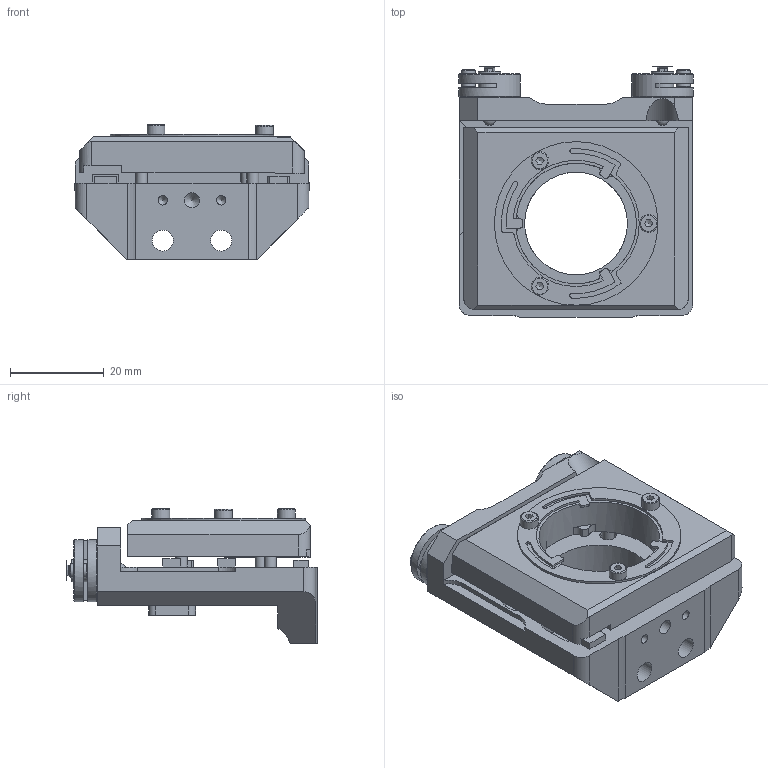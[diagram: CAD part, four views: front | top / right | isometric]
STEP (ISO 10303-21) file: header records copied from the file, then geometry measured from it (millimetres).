
FILE_DESCRIPTION(/* description */ (''),/* implementation_level */ '2;1');
FILE_NAME(/* name */ 'VSD2254 CAD.stp',/* time_stamp */ '2023-05-10T00:27:37+03:00',/* author */ ('vytau'),/* organization */ (''),/* preprocessor_version */ 'ST-DEVELOPER v18',/* originating_system */ 'Autodesk Inventor 2020',/* authorisation */ '');
FILE_SCHEMA (('CONFIG_CONTROL_DESIGN'));
Length unit declared in the file: inch
Products named in the file (1): VSD2254 DEMO_Substitute_2
Bounding box: 50.2 x 53.5 x 28.76 mm (x, y, z)
Volume: 27993.3 mm3; surface area: 14712.3 mm2
Topology: 2 solids, 2 shells, 354 faces, 995 edges, 672 vertices
Faces by surface type: plane 214, cylinder 105, cone 23, torus 9, sphere 2, bspline 1
Full cylindrical faces by diameter (mm): 2 x2, 2.5 x3, 3 x4, 3.242 x1, 3.5 x3, 3.8 x3, 4.5 x5, 4.762 x2, 6.2 x3, 7.1 x3, 8 x1, 13.2 x2, 22 x1, 25.8 x1, 35 x1
Entity records: 11962 total; most frequent: CARTESIAN_POINT 2132, DIRECTION 2003, ORIENTED_EDGE 1968, EDGE_CURVE 984, AXIS2_PLACEMENT_3D 710, VERTEX_POINT 672, LINE 583, VECTOR 583
